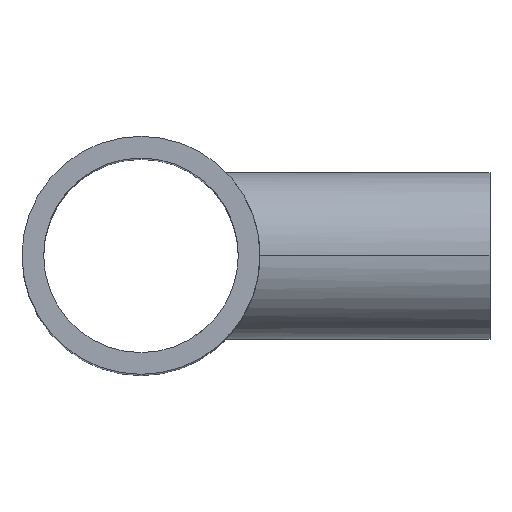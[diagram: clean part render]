
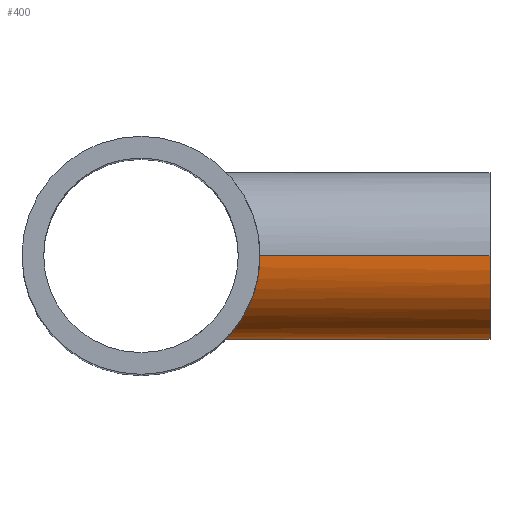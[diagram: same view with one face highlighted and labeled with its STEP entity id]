
A CAD part, top view. The second image highlights one B-rep face of the part: STEP entity #400.
In plain terms, the highlighted cylindrical face has radius 31.5 mm (diameter 63 mm), a partial arc.
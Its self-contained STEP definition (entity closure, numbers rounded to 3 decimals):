
#5 = LINE ( 'NONE', #98, #144 ) ;
#9 = CYLINDRICAL_SURFACE ( 'NONE', #113, 31.5 ) ;
#15 = DIRECTION ( 'NONE',  ( 0., 0., -1. ) ) ;
#17 = CARTESIAN_POINT ( 'NONE',  ( 35.084, -28.199, 14.184 ) ) ;
#20 = CARTESIAN_POINT ( 'NONE',  ( 43.538, -11.42, 29.375 ) ) ;
#22 = CARTESIAN_POINT ( 'NONE',  ( 43.784, -10.44, 29.738 ) ) ;
#25 = CARTESIAN_POINT ( 'NONE',  ( 32.656, -30.962, -5.824 ) ) ;
#39 = CARTESIAN_POINT ( 'NONE',  ( 45., 0., -31.5 ) ) ;
#62 = FACE_OUTER_BOUND ( 'NONE', #106, .T. ) ;
#64 = CARTESIAN_POINT ( 'NONE',  ( 32.566, -31.056, -5.297 ) ) ;
#67 = CARTESIAN_POINT ( 'NONE',  ( 32.19, -31.446, -2.128 ) ) ;
#70 = CARTESIAN_POINT ( 'NONE',  ( 44.8, -4.271, -31.214 ) ) ;
#74 = CARTESIAN_POINT ( 'NONE',  ( 32.137, -31.5, 0.543 ) ) ;
#77 = CARTESIAN_POINT ( 'NONE',  ( 44.109, -8.925, 30.214 ) ) ;
#98 = CARTESIAN_POINT ( 'NONE',  ( 132., 0., -31.5 ) ) ;
#102 = CARTESIAN_POINT ( 'NONE',  ( 45., -2.166, 31.5 ) ) ;
#106 = EDGE_LOOP ( 'NONE', ( #584, #314, #623, #424 ) ) ;
#113 = AXIS2_PLACEMENT_3D ( 'NONE', #622, #270, #472 ) ;
#117 = CARTESIAN_POINT ( 'NONE',  ( 35.292, -27.921, -14.591 ) ) ;
#119 = CARTESIAN_POINT ( 'NONE',  ( 42.044, -16.069, -27.112 ) ) ;
#121 = CARTESIAN_POINT ( 'NONE',  ( 34.085, -29.381, 11.369 ) ) ;
#125 = CARTESIAN_POINT ( 'NONE',  ( 34.749, -28.593, -13.226 ) ) ;
#128 = CARTESIAN_POINT ( 'NONE',  ( 43.812, -10.464, -29.784 ) ) ;
#144 = VECTOR ( 'NONE', #213, 1000. ) ;
#171 = CARTESIAN_POINT ( 'NONE',  ( 33.206, -30.373, 8.415 ) ) ;
#174 = CARTESIAN_POINT ( 'NONE',  ( 38.648, -23.065, -21.477 ) ) ;
#176 = CARTESIAN_POINT ( 'NONE',  ( 32.346, -31.285, -3.716 ) ) ;
#178 = CARTESIAN_POINT ( 'NONE',  ( 32.405, -31.224, 4.299 ) ) ;
#183 = CARTESIAN_POINT ( 'NONE',  ( 42.525, -14.725, -27.851 ) ) ;
#206 = CARTESIAN_POINT ( 'NONE',  ( 132., 0., -31.5 ) ) ;
#213 = DIRECTION ( 'NONE',  ( -1., 0., 0. ) ) ;
#224 = CARTESIAN_POINT ( 'NONE',  ( 41.532, -17.33, 26.309 ) ) ;
#227 = CARTESIAN_POINT ( 'NONE',  ( 32.563, -31.061, 5.347 ) ) ;
#229 = CARTESIAN_POINT ( 'NONE',  ( 40.631, -19.429, 24.877 ) ) ;
#231 = CARTESIAN_POINT ( 'NONE',  ( 34.247, -29.193, 11.845 ) ) ;
#233 = CARTESIAN_POINT ( 'NONE',  ( 38.24, -23.732, -20.737 ) ) ;
#234 = VERTEX_POINT ( 'NONE', #423 ) ;
#270 = DIRECTION ( 'NONE',  ( -1., 0., 0. ) ) ;
#275 = CARTESIAN_POINT ( 'NONE',  ( 36.24, -26.686, -16.766 ) ) ;
#278 = CARTESIAN_POINT ( 'NONE',  ( 35.84, -27.246, 15.932 ) ) ;
#281 = EDGE_CURVE ( 'NONE', #234, #538, #421, .T. ) ;
#282 = CARTESIAN_POINT ( 'NONE',  ( 44.848, -3.736, -31.282 ) ) ;
#284 = CARTESIAN_POINT ( 'NONE',  ( 32.136, -31.5, -1.063 ) ) ;
#287 = CARTESIAN_POINT ( 'NONE',  ( 33.625, -29.906, 9.906 ) ) ;
#293 = CARTESIAN_POINT ( 'NONE',  ( 132., 0., 31.5 ) ) ;
#308 = CARTESIAN_POINT ( 'NONE',  ( 45., 0., -31.5 ) ) ;
#313 = CARTESIAN_POINT ( 'NONE',  ( 44.845, -4.284, 31.279 ) ) ;
#314 = ORIENTED_EDGE ( 'NONE', *, *, #281, .F. ) ;
#317 = VERTEX_POINT ( 'NONE', #412 ) ;
#327 = CARTESIAN_POINT ( 'NONE',  ( 41.708, -16.901, 26.587 ) ) ;
#329 = CARTESIAN_POINT ( 'NONE',  ( 37.025, -25.585, 18.402 ) ) ;
#333 = CARTESIAN_POINT ( 'NONE',  ( 44.686, -5.335, -31.05 ) ) ;
#335 = CARTESIAN_POINT ( 'NONE',  ( 33.774, -29.738, 10.4 ) ) ;
#339 = CARTESIAN_POINT ( 'NONE',  ( 33.16, -30.427, -8.426 ) ) ;
#349 = CARTESIAN_POINT ( 'NONE',  ( 45., -1.067, -31.5 ) ) ;
#374 = VERTEX_POINT ( 'NONE', #308 ) ;
#378 = CARTESIAN_POINT ( 'NONE',  ( 32.411, -31.217, -4.244 ) ) ;
#382 = CARTESIAN_POINT ( 'NONE',  ( 39.86, -20.948, -23.61 ) ) ;
#384 = CARTESIAN_POINT ( 'NONE',  ( 37.429, -24.992, 19.2 ) ) ;
#388 = CARTESIAN_POINT ( 'NONE',  ( 35.108, -28.152, -14.142 ) ) ;
#391 = CARTESIAN_POINT ( 'NONE',  ( 32.15, -31.486, 1.08 ) ) ;
#400 = ADVANCED_FACE ( 'NONE', ( #62 ), #9, .T. ) ;
#403 = LINE ( 'NONE', #293, #591 ) ;
#412 = CARTESIAN_POINT ( 'NONE',  ( 45., 0., 31.5 ) ) ;
#419 = CARTESIAN_POINT ( 'NONE',  ( 132., 0., 0. ) ) ;
#421 = CIRCLE ( 'NONE', #499, 31.5 ) ;
#423 = CARTESIAN_POINT ( 'NONE',  ( 132., 0., 31.5 ) ) ;
#424 = ORIENTED_EDGE ( 'NONE', *, *, #431, .T. ) ;
#429 = CARTESIAN_POINT ( 'NONE',  ( 42.05, -16.031, 27.12 ) ) ;
#431 = EDGE_CURVE ( 'NONE', #317, #374, #536, .T. ) ;
#433 = CARTESIAN_POINT ( 'NONE',  ( 37.029, -25.579, -18.41 ) ) ;
#435 = CARTESIAN_POINT ( 'NONE',  ( 42.981, -13.335, -28.543 ) ) ;
#437 = CARTESIAN_POINT ( 'NONE',  ( 32.963, -30.635, 7.405 ) ) ;
#440 = CARTESIAN_POINT ( 'NONE',  ( 32.204, -31.431, 2.156 ) ) ;
#472 = DIRECTION ( 'NONE',  ( 0., 0., 1. ) ) ;
#475 = DIRECTION ( 'NONE',  ( 1., 0., 0. ) ) ;
#478 = CARTESIAN_POINT ( 'NONE',  ( 32.245, -31.389, 2.697 ) ) ;
#480 = CARTESIAN_POINT ( 'NONE',  ( 44.392, -7.389, 30.626 ) ) ;
#482 = CARTESIAN_POINT ( 'NONE',  ( 44.475, -6.874, 30.745 ) ) ;
#484 = EDGE_CURVE ( 'NONE', #234, #317, #403, .T. ) ;
#485 = CARTESIAN_POINT ( 'NONE',  ( 42.696, -14.245, 28.114 ) ) ;
#488 = CARTESIAN_POINT ( 'NONE',  ( 38.246, -23.724, 20.746 ) ) ;
#498 = DIRECTION ( 'NONE',  ( -1., 0., 0. ) ) ;
#499 = AXIS2_PLACEMENT_3D ( 'NONE', #419, #475, #15 ) ;
#531 = CARTESIAN_POINT ( 'NONE',  ( 35.853, -27.202, -15.915 ) ) ;
#533 = CARTESIAN_POINT ( 'NONE',  ( 42.216, -15.59, 27.377 ) ) ;
#536 = B_SPLINE_CURVE_WITH_KNOTS ( 'NONE', 3,
 ( #569, #102, #313, #482, #480, #542, #77, #22, #20, #645, #485, #533, #429, #327, #224, #229, #539, #636, #488, #384, #329, #278, #17, #231, #121, #335, #287, #171, #437, #227, #178, #478, #440, #391, #74, #284, #67, #176, #378, #64, #25, #339, #592, #583, #125, #388, #117, #531, #275, #433, #640, #233, #174, #382, #649, #586, #119, #183, #594, #435, #643, #128, #589, #537, #333, #70, #282, #548, #349, #39 ),
 .UNSPECIFIED., .F., .F.,
 ( 4, 2, 2, 2, 2, 2, 2, 2, 2, 2, 2, 2, 2, 2, 2, 2, 2, 2, 2, 2, 2, 2, 2, 2, 2, 2, 2, 2, 2, 2, 2, 2, 2, 2, 4 ),
 ( 0., 0.006, 0.008, 0.01, 0.013, 0.016, 0.018, 0.019, 0.026, 0.029, 0.032, 0.038, 0.04, 0.042, 0.045, 0.048, 0.05, 0.051, 0.054, 0.056, 0.058, 0.064, 0.066, 0.067, 0.07, 0.074, 0.077, 0.083, 0.086, 0.088, 0.09, 0.096, 0.098, 0.099, 0.102 ),
 .UNSPECIFIED. ) ;
#537 = CARTESIAN_POINT ( 'NONE',  ( 44.62, -5.862, -30.954 ) ) ;
#538 = VERTEX_POINT ( 'NONE', #206 ) ;
#539 = CARTESIAN_POINT ( 'NONE',  ( 39.854, -20.959, 23.599 ) ) ;
#542 = CARTESIAN_POINT ( 'NONE',  ( 44.209, -8.414, 30.36 ) ) ;
#547 = EDGE_CURVE ( 'NONE', #538, #374, #5, .T. ) ;
#548 = CARTESIAN_POINT ( 'NONE',  ( 44.962, -2.135, -31.446 ) ) ;
#569 = CARTESIAN_POINT ( 'NONE',  ( 45., 0., 31.5 ) ) ;
#583 = CARTESIAN_POINT ( 'NONE',  ( 34.574, -28.805, -12.759 ) ) ;
#584 = ORIENTED_EDGE ( 'NONE', *, *, #547, .F. ) ;
#586 = CARTESIAN_POINT ( 'NONE',  ( 41.703, -16.931, -26.582 ) ) ;
#589 = CARTESIAN_POINT ( 'NONE',  ( 44.246, -8.467, -30.415 ) ) ;
#591 = VECTOR ( 'NONE', #498, 1000. ) ;
#592 = CARTESIAN_POINT ( 'NONE',  ( 33.731, -29.805, -10.399 ) ) ;
#594 = CARTESIAN_POINT ( 'NONE',  ( 42.681, -14.268, -28.088 ) ) ;
#622 = CARTESIAN_POINT ( 'NONE',  ( 132., 0., 0. ) ) ;
#623 = ORIENTED_EDGE ( 'NONE', *, *, #484, .T. ) ;
#636 = CARTESIAN_POINT ( 'NONE',  ( 38.652, -23.058, 21.484 ) ) ;
#640 = CARTESIAN_POINT ( 'NONE',  ( 37.432, -24.989, -19.204 ) ) ;
#643 = CARTESIAN_POINT ( 'NONE',  ( 43.126, -12.86, -28.76 ) ) ;
#645 = CARTESIAN_POINT ( 'NONE',  ( 42.994, -13.322, 28.563 ) ) ;
#649 = CARTESIAN_POINT ( 'NONE',  ( 40.635, -19.418, -24.884 ) ) ;
